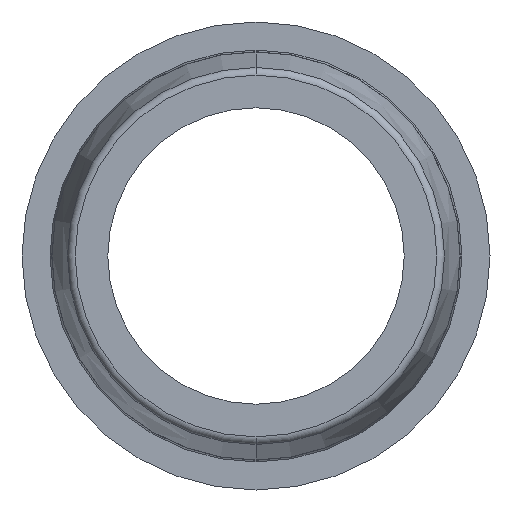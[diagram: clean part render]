
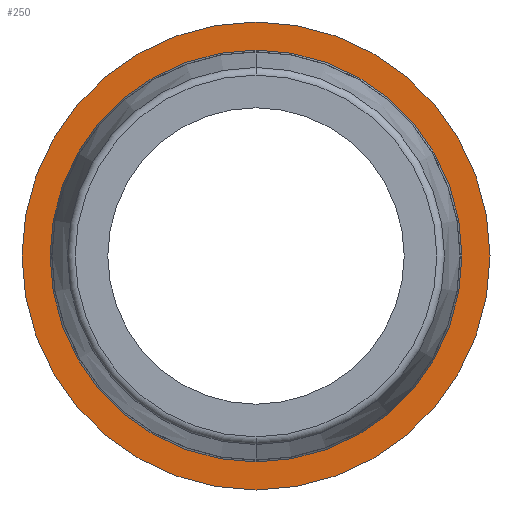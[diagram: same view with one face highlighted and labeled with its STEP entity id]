
A CAD part, front view. The second image highlights one B-rep face of the part: STEP entity #250.
In plain terms, the highlighted planar face has unit normal (0, -1, 0).
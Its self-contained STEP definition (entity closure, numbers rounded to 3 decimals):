
#57 = DIRECTION ( 'NONE',  ( 0., 0., 1. ) ) ;
#133 = DIRECTION ( 'NONE',  ( 0., 0., 1. ) ) ;
#158 = CARTESIAN_POINT ( 'NONE',  ( 0., -1.5, 0. ) ) ;
#213 = CIRCLE ( 'NONE', #770, 13.2 ) ;
#228 = CARTESIAN_POINT ( 'NONE',  ( 0., -1.5, 0. ) ) ;
#237 = AXIS2_PLACEMENT_3D ( 'NONE', #158, #1770, #897 ) ;
#250 = ADVANCED_FACE ( 'NONE', ( #1050, #676 ), #1331, .F. ) ;
#341 = CARTESIAN_POINT ( 'NONE',  ( 0., -1.5, 0. ) ) ;
#346 = CARTESIAN_POINT ( 'NONE',  ( 0., -1.5, -15. ) ) ;
#377 = DIRECTION ( 'NONE',  ( 0., 0., 1. ) ) ;
#488 = DIRECTION ( 'NONE',  ( 0., 0., 1. ) ) ;
#523 = EDGE_CURVE ( 'NONE', #1522, #895, #738, .T. ) ;
#562 = CARTESIAN_POINT ( 'NONE',  ( 0., -1.5, -13.2 ) ) ;
#593 = EDGE_LOOP ( 'NONE', ( #914, #1651 ) ) ;
#676 = FACE_OUTER_BOUND ( 'NONE', #1047, .T. ) ;
#683 = CIRCLE ( 'NONE', #1521, 13.2 ) ;
#738 = CIRCLE ( 'NONE', #986, 15. ) ;
#749 = VERTEX_POINT ( 'NONE', #1620 ) ;
#770 = AXIS2_PLACEMENT_3D ( 'NONE', #228, #1242, #377 ) ;
#854 = ORIENTED_EDGE ( 'NONE', *, *, #1509, .F. ) ;
#895 = VERTEX_POINT ( 'NONE', #346 ) ;
#897 = DIRECTION ( 'NONE',  ( 0., 0., 1. ) ) ;
#914 = ORIENTED_EDGE ( 'NONE', *, *, #1307, .F. ) ;
#938 = DIRECTION ( 'NONE',  ( 0., 1., 0. ) ) ;
#986 = AXIS2_PLACEMENT_3D ( 'NONE', #1814, #938, #57 ) ;
#1010 = VERTEX_POINT ( 'NONE', #562 ) ;
#1013 = DIRECTION ( 'NONE',  ( 0., -1., 0. ) ) ;
#1047 = EDGE_LOOP ( 'NONE', ( #1796, #854 ) ) ;
#1050 = FACE_BOUND ( 'NONE', #593, .T. ) ;
#1242 = DIRECTION ( 'NONE',  ( 0., -1., 0. ) ) ;
#1307 = EDGE_CURVE ( 'NONE', #749, #1010, #683, .T. ) ;
#1331 = PLANE ( 'NONE',  #237 ) ;
#1362 = DIRECTION ( 'NONE',  ( 0., 1., 0. ) ) ;
#1389 = AXIS2_PLACEMENT_3D ( 'NONE', #341, #1362, #488 ) ;
#1509 = EDGE_CURVE ( 'NONE', #895, #1522, #1897, .T. ) ;
#1512 = CARTESIAN_POINT ( 'NONE',  ( 0., -1.5, 15. ) ) ;
#1521 = AXIS2_PLACEMENT_3D ( 'NONE', #1882, #1013, #133 ) ;
#1522 = VERTEX_POINT ( 'NONE', #1512 ) ;
#1609 = EDGE_CURVE ( 'NONE', #1010, #749, #213, .T. ) ;
#1620 = CARTESIAN_POINT ( 'NONE',  ( 0., -1.5, 13.2 ) ) ;
#1651 = ORIENTED_EDGE ( 'NONE', *, *, #1609, .F. ) ;
#1770 = DIRECTION ( 'NONE',  ( 0., 1., 0. ) ) ;
#1796 = ORIENTED_EDGE ( 'NONE', *, *, #523, .F. ) ;
#1814 = CARTESIAN_POINT ( 'NONE',  ( 0., -1.5, 0. ) ) ;
#1882 = CARTESIAN_POINT ( 'NONE',  ( 0., -1.5, 0. ) ) ;
#1897 = CIRCLE ( 'NONE', #1389, 15. ) ;
